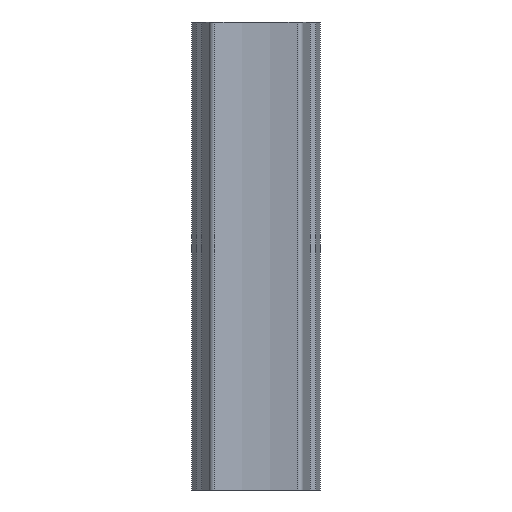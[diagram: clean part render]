
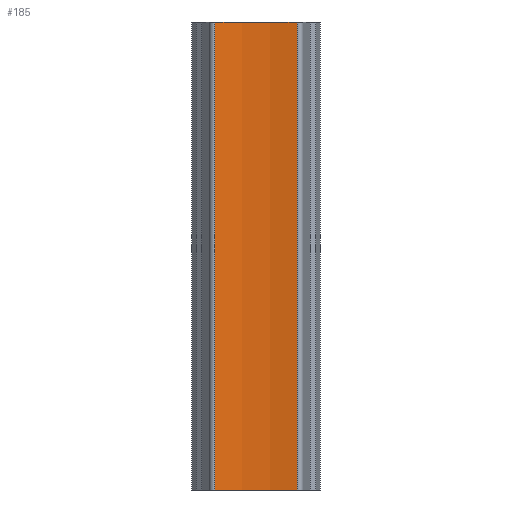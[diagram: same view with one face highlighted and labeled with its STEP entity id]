
A CAD part, front view. The second image highlights one B-rep face of the part: STEP entity #185.
In plain terms, the highlighted cylindrical face has radius 20 mm (diameter 40 mm), a partial arc.
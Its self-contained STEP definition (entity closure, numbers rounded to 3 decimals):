
#185=ADVANCED_FACE('',(#228),#229,.F.);
#228=FACE_OUTER_BOUND('',#272,.T.);
#229=CYLINDRICAL_SURFACE('',#273,20.0);
#272=EDGE_LOOP('',(#432,#433,#434,#435));
#273=AXIS2_PLACEMENT_3D('',#436,#437,#438);
#432=ORIENTED_EDGE('',*,*,#521,.T.);
#433=ORIENTED_EDGE('',*,*,#486,.F.);
#434=ORIENTED_EDGE('',*,*,#483,.F.);
#435=ORIENTED_EDGE('',*,*,#520,.T.);
#436=CARTESIAN_POINT('',(0.,-19.512,25.0));
#437=DIRECTION('',(0.0,0.0,-1.0));
#438=DIRECTION('',(-1.0,0.0,0.0));
#483=EDGE_CURVE('',#562,#564,#565,.T.);
#486=EDGE_CURVE('',#564,#567,#569,.T.);
#520=EDGE_CURVE('',#562,#618,#620,.T.);
#521=EDGE_CURVE('',#618,#567,#621,.T.);
#562=VERTEX_POINT('',#681);
#564=VERTEX_POINT('',#683);
#565=CIRCLE('',#684,20.0);
#567=VERTEX_POINT('',#686);
#569=LINE('',#688,#689);
#618=VERTEX_POINT('',#769);
#620=LINE('',#771,#772);
#621=CIRCLE('',#773,20.0);
#681=CARTESIAN_POINT('',(-4.39,0.,25.0));
#683=CARTESIAN_POINT('',(4.39,0.,25.0));
#684=AXIS2_PLACEMENT_3D('',#799,#800,#801);
#686=CARTESIAN_POINT('',(4.39,0.,-25.0));
#688=CARTESIAN_POINT('',(4.39,0.,25.0));
#689=VECTOR('',#808,1.0);
#769=CARTESIAN_POINT('',(-4.39,0.,-25.0));
#771=CARTESIAN_POINT('',(-4.39,0.,25.0));
#772=VECTOR('',#846,1.0);
#773=AXIS2_PLACEMENT_3D('',#847,#848,#849);
#799=CARTESIAN_POINT('',(0.,-19.512,25.0));
#800=DIRECTION('',(0.0,0.0,-1.0));
#801=DIRECTION('',(1.0,0.0,0.0));
#808=DIRECTION('',(0.0,0.0,-1.0));
#846=DIRECTION('',(0.0,0.0,-1.0));
#847=CARTESIAN_POINT('',(0.,-19.512,-25.0));
#848=DIRECTION('',(0.0,0.0,-1.0));
#849=DIRECTION('',(1.0,0.0,0.0));
